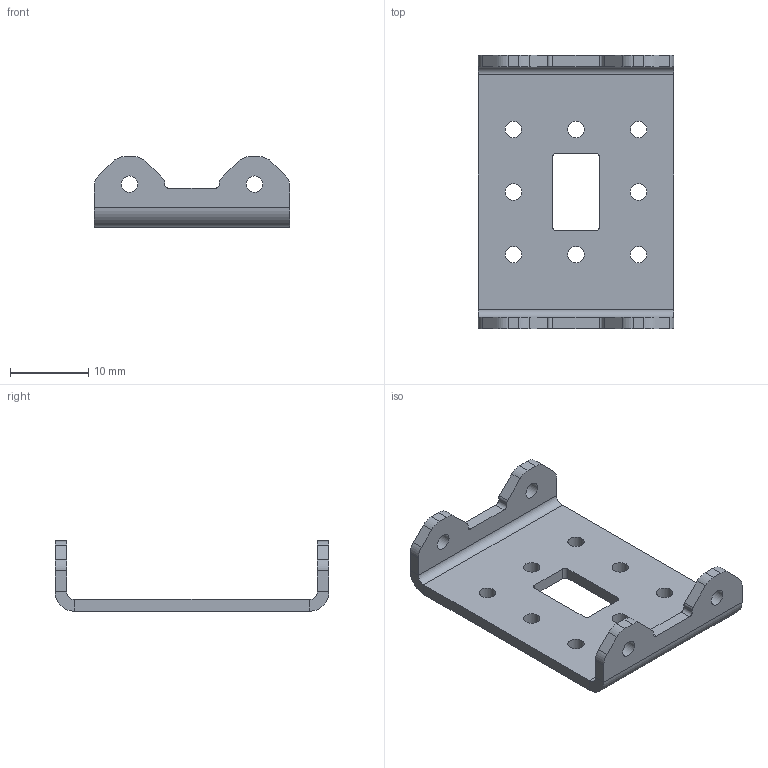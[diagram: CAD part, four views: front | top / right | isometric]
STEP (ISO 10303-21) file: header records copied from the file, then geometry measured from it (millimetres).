
FILE_DESCRIPTION(('STEP AP203'), '1');
FILE_NAME('f2', '', ('UNSPECIFIED'), ('UNSPECIFIED'), 'ASCON STEP Converter 1.3', 'ASCON Math Kernel', '');
FILE_SCHEMA(('CONFIG_CONTROL_DESIGN'));
Length unit declared in the file: millimetre
Bounding box: 25 x 35 x 9 mm (x, y, z)
Volume: 1528.3 mm3; surface area: 2423.3 mm2
Topology: 1 solids, 1 shells, 78 faces, 212 edges, 136 vertices
Faces by surface type: cylinder 40, plane 38
Full cylindrical faces by diameter (mm): 2.1 x12
Entity records: 3128 total; most frequent: DIRECTION 438, CARTESIAN_POINT 415, ORIENTED_EDGE 400, EDGE_CURVE 200, AXIS2_PLACEMENT_3D 159, VERTEX_POINT 136, LINE 120, VECTOR 120
